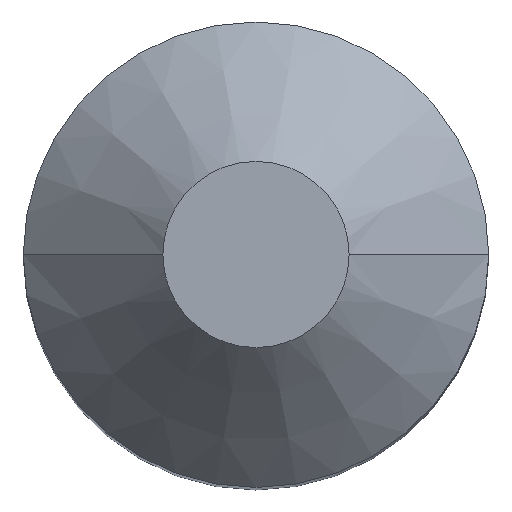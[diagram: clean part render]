
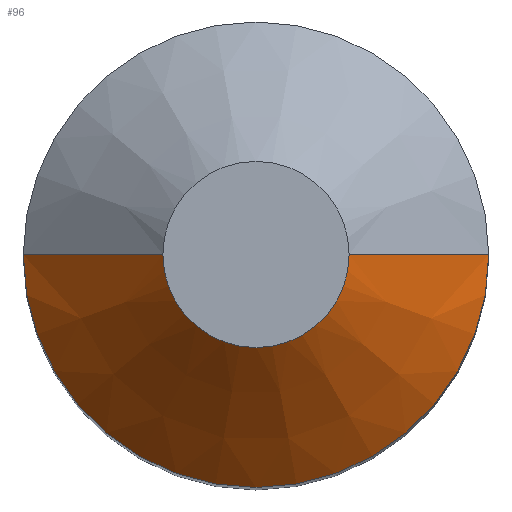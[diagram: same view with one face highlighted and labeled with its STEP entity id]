
A CAD part, top view. The second image highlights one B-rep face of the part: STEP entity #96.
In plain terms, the highlighted conical face has half-angle 45 degrees and reference radius 2 mm.
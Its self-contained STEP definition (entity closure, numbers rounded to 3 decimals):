
#10 = CARTESIAN_POINT ( 'NONE',  ( 2., 0., 4. ) ) ;
#11 = CIRCLE ( 'NONE', #259, 2. ) ;
#24 = DIRECTION ( 'NONE',  ( 1., 0., 0. ) ) ;
#25 = CIRCLE ( 'NONE', #164, 5. ) ;
#27 = CONICAL_SURFACE ( 'NONE', #218, 2., 0.785 ) ;
#32 = CARTESIAN_POINT ( 'NONE',  ( 2., 0., 4. ) ) ;
#33 = EDGE_CURVE ( 'NONE', #68, #160, #25, .T. ) ;
#37 = ORIENTED_EDGE ( 'NONE', *, *, #116, .F. ) ;
#60 = ORIENTED_EDGE ( 'NONE', *, *, #267, .F. ) ;
#63 = DIRECTION ( 'NONE',  ( -0.707, 0., -0.707 ) ) ;
#64 = CARTESIAN_POINT ( 'NONE',  ( 5., 0., 1. ) ) ;
#67 = ORIENTED_EDGE ( 'NONE', *, *, #33, .T. ) ;
#68 = VERTEX_POINT ( 'NONE', #118 ) ;
#83 = DIRECTION ( 'NONE',  ( 0., 0., -1. ) ) ;
#84 = CARTESIAN_POINT ( 'NONE',  ( 0., 0., 4. ) ) ;
#96 = ADVANCED_FACE ( 'NONE', ( #243 ), #27, .T. ) ;
#107 = DIRECTION ( 'NONE',  ( 1., 0., 0. ) ) ;
#116 = EDGE_CURVE ( 'NONE', #156, #257, #11, .T. ) ;
#118 = CARTESIAN_POINT ( 'NONE',  ( -5., 0., 1. ) ) ;
#120 = LINE ( 'NONE', #32, #264 ) ;
#128 = CARTESIAN_POINT ( 'NONE',  ( -2., 0., 4. ) ) ;
#156 = VERTEX_POINT ( 'NONE', #233 ) ;
#160 = VERTEX_POINT ( 'NONE', #64 ) ;
#164 = AXIS2_PLACEMENT_3D ( 'NONE', #183, #194, #24 ) ;
#183 = CARTESIAN_POINT ( 'NONE',  ( 0., 0., 1. ) ) ;
#190 = DIRECTION ( 'NONE',  ( -1., 0., 0. ) ) ;
#194 = DIRECTION ( 'NONE',  ( 0., 0., 1. ) ) ;
#215 = DIRECTION ( 'NONE',  ( 0., 0., 1. ) ) ;
#218 = AXIS2_PLACEMENT_3D ( 'NONE', #301, #83, #190 ) ;
#233 = CARTESIAN_POINT ( 'NONE',  ( -2., 0., 4. ) ) ;
#241 = EDGE_CURVE ( 'NONE', #156, #68, #244, .T. ) ;
#243 = FACE_OUTER_BOUND ( 'NONE', #292, .T. ) ;
#244 = LINE ( 'NONE', #128, #252 ) ;
#252 = VECTOR ( 'NONE', #63, 1000. ) ;
#257 = VERTEX_POINT ( 'NONE', #10 ) ;
#259 = AXIS2_PLACEMENT_3D ( 'NONE', #84, #215, #107 ) ;
#261 = ORIENTED_EDGE ( 'NONE', *, *, #241, .T. ) ;
#264 = VECTOR ( 'NONE', #295, 1000. ) ;
#267 = EDGE_CURVE ( 'NONE', #257, #160, #120, .T. ) ;
#292 = EDGE_LOOP ( 'NONE', ( #60, #37, #261, #67 ) ) ;
#295 = DIRECTION ( 'NONE',  ( 0.707, 0., -0.707 ) ) ;
#301 = CARTESIAN_POINT ( 'NONE',  ( 0., 0., 4. ) ) ;
